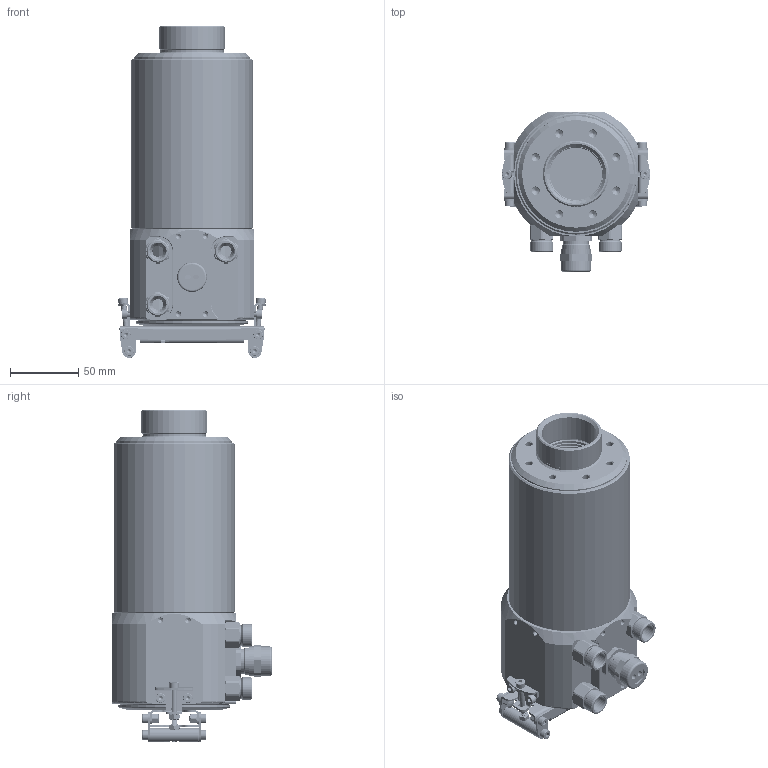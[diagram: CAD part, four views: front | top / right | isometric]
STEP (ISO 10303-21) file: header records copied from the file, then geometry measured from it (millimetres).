
FILE_DESCRIPTION (( 'STEP AP214' ), '1' );
FILE_NAME ('Cooling Jacket CTL.STEP', '2010-09-09T10:06:45', ( 'ab' ), ( '' ), 'SwSTEP 2.0', 'SolidWorks 2010', '' );
FILE_SCHEMA (( 'AUTOMOTIVE_DESIGN' ));
Length unit declared in the file: millimetre
Products named in the file (35): 1C347 Verschlu遙黦el_Default; 64120 Kabelverschraubung-M20x1_5-2x4_Default; 1C329 Verschlussdeckel_Default; 1C348 Schnalle_Default; 61421 Zylinderschraube ISK DIN 912-.A2 M4x6 _DIN 912 M4 x 6 --- 6S; 1C346 Lasche_Default; 1C345 Chassisblech-CJ_Default; 1C330 Trennwand_Default; 1C349 Mitnehmerstift_Default; 61440 Zylinderschraube ISK DIN 912-.A2 M4x40 _DIN 912 M4 x 6 --- 6S; 63272 O-Ring 72x2_O-Ring 26 x 2; 1C356 CTL-Aufnahmering-CJ_Default; 61312 Zylinderschraube ISK DIN 912-A2 M3x10_DIN 912 M3 x 5 --- 5S; 61311 Zylinderschraube ISK DIN 912-A2 M3x5_DIN 912 M3 x 5 --- 5S; 1C354 Luftrohr_Default; 62311 Abstandsbolzen-A2-I-A-M3x11_Default; 1C357 Innenkegel_Default; 63167 O-Ring 67 x 1,5 FKM_O-Ring 67 x 1,5; 62402 Sk-Hutmutter DIN 917 A2 M4_Default; 9C317 Schutzfenster-CJ-CxL_Default; 61495 Federscheibe DIN 137 B4 VZ_Washer DIN 125 - A 4.3; 1C335 Rohrgewindeadapter 1_4-3_8_Default; 61490  Scheibe DIN 125 A2 A-4,3_Washer DIN 125 - A 4.3; 62400 Sechskantmutter DIN 439 M4 VZ_Hexagon Nut ISO 4032 - M4 - D - N; 63212 O-Ring 12 x 2 FKM_O-Ring 20 x 1; 61422 Zylinderschraube ISK DIN 912-.A2 M4x8 _DIN 912 M4 x 6 --- 6S; 1C323 Flansch-M48x1_5_Default; 9C312-1 CJ-Schweißgruppe_Default; Cooling Jacket CTL; 1C325 Anschlussflansch_Default; 1C324-2 Kühlinnenrohr_Default; 1C324-1 Kühlmantelrohr_Default; 9C314-CT Chassis-CJ-CTL_Default; 1C328-1 Führungsstift-1_Default; 1C328-2 Führungsstift-2_Default
Assembly tree (77 placements, depth 4):
  Cooling Jacket CTL
    63212 O-Ring 12 x 2 FKM_O-Ring 20 x 1  x3
    61422 Zylinderschraube ISK DIN 912-.A2 M4x8 _DIN 912 M4 x 6 --- 6S  x4
    9C312-1 CJ-Schweißgruppe_Default
      1C325 Anschlussflansch_Default
      1C328-2 Führungsstift-2_Default
      1C328-1 Führungsstift-1_Default  x3
      1C323 Flansch-M48x1_5_Default
      1C324-1 Kühlmantelrohr_Default
      1C324-2 Kühlinnenrohr_Default
    9C314-CT Chassis-CJ-CTL_Default
      61312 Zylinderschraube ISK DIN 912-A2 M3x10_DIN 912 M3 x 5 --- 5S  x4
      61422 Zylinderschraube ISK DIN 912-.A2 M4x8 _DIN 912 M4 x 6 --- 6S  x8
      1C354 Luftrohr_Default  x2
      62311 Abstandsbolzen-A2-I-A-M3x11_Default  x4
      1C347 Verschlu遙黦el_Default
      1C329 Verschlussdeckel_Default
      1C349 Mitnehmerstift_Default  x2
      61421 Zylinderschraube ISK DIN 912-.A2 M4x6 _DIN 912 M4 x 6 --- 6S  x3
      62400 Sechskantmutter DIN 439 M4 VZ_Hexagon Nut ISO 4032 - M4 - D - N  x4
      1C330 Trennwand_Default
      63272 O-Ring 72x2_O-Ring 26 x 2  x2
      61490  Scheibe DIN 125 A2 A-4,3_Washer DIN 125 - A 4.3  x3
      1C348 Schnalle_Default  x2
      61311 Zylinderschraube ISK DIN 912-A2 M3x5_DIN 912 M3 x 5 --- 5S  x3
      62402 Sk-Hutmutter DIN 917 A2 M4_Default  x4
      9C317 Schutzfenster-CJ-CxL_Default
        1C357 Innenkegel_Default
      61495 Federscheibe DIN 137 B4 VZ_Washer DIN 125 - A 4.3  x3
      63167 O-Ring 67 x 1,5 FKM_O-Ring 67 x 1,5
      1C356 CTL-Aufnahmering-CJ_Default
      1C345 Chassisblech-CJ_Default
      61440 Zylinderschraube ISK DIN 912-.A2 M4x40 _DIN 912 M4 x 6 --- 6S  x2
      1C346 Lasche_Default  x2
    64120 Kabelverschraubung-M20x1_5-2x4_Default
    1C335 Rohrgewindeadapter 1_4-3_8_Default  x3
Bounding box: 108.29 x 117 x 243.17 mm (x, y, z)
Volume: 483171.5 mm3; surface area: 346645.9 mm2
Topology: 74 solids, 74 shells, 2851 faces, 6457 edges, 3808 vertices
Faces by surface type: cone 1077, cylinder 848, plane 830, torus 92, sphere 4
Full cylindrical faces by diameter (mm): 2.4 x8, 2.5 x7, 3 x100, 3.2 x21, 3.3 x38, 4 x204, 4.2 x17, 4.3 x6, 5 x12, 5.5 x7, 6 x2, 7 x17, 7.2 x4, 7.3 x4, 8 x5, 9 x6, 10 x2, 11.445 x3, 11.8 x6, 13.2 x6, 13.4 x2, 15.2 x3, 16.7 x3, 18.5 x3, 19 x1, 20 x2, 21.7 x2, 36 x1, 38.4 x2, 40 x1
Entity records: 35774 total; most frequent: CARTESIAN_POINT 6666, DIRECTION 6065, ORIENTED_EDGE 4558, AXIS2_PLACEMENT_3D 2608, EDGE_CURVE 2279, EDGE_LOOP 2023, VERTEX_POINT 1698, FACE_OUTER_BOUND 1529
